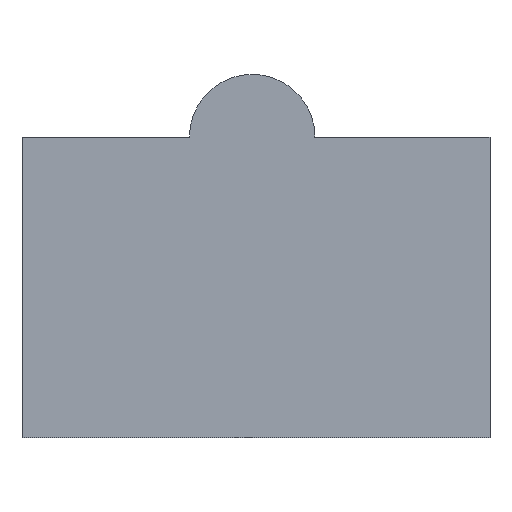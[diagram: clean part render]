
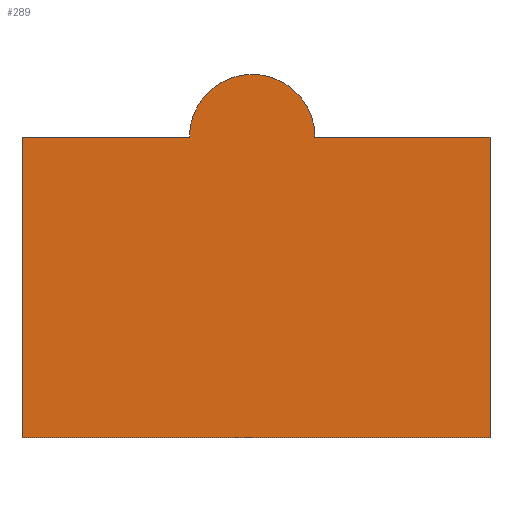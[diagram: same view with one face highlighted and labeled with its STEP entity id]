
A CAD part, front view. The second image highlights one B-rep face of the part: STEP entity #289.
In plain terms, the highlighted planar face has unit normal (0, -1, 0).
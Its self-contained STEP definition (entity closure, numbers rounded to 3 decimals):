
#1 = VECTOR ( 'NONE', #169, 1000. ) ;
#12 = AXIS2_PLACEMENT_3D ( 'NONE', #216, #217, #218 ) ;
#16 = AXIS2_PLACEMENT_3D ( 'NONE', #182, #183, #184 ) ;
#20 = FACE_OUTER_BOUND ( 'NONE', #112, .T. ) ;
#27 = VECTOR ( 'NONE', #135, 1000. ) ;
#29 = VECTOR ( 'NONE', #138, 1000. ) ;
#33 = VECTOR ( 'NONE', #147, 1000. ) ;
#34 = VECTOR ( 'NONE', #150, 1000. ) ;
#40 = EDGE_CURVE ( 'NONE', #117, #123, #133, .T. ) ;
#41 = EDGE_CURVE ( 'NONE', #115, #117, #136, .T. ) ;
#44 = EDGE_CURVE ( 'NONE', #114, #113, #145, .T. ) ;
#45 = EDGE_CURVE ( 'NONE', #113, #115, #148, .T. ) ;
#51 = EDGE_CURVE ( 'NONE', #123, #122, #167, .T. ) ;
#56 = EDGE_CURVE ( 'NONE', #122, #114, #286, .T. ) ;
#99 = ORIENTED_EDGE ( 'NONE', *, *, #44, .F. ) ;
#100 = ORIENTED_EDGE ( 'NONE', *, *, #40, .F. ) ;
#101 = ORIENTED_EDGE ( 'NONE', *, *, #41, .F. ) ;
#102 = ORIENTED_EDGE ( 'NONE', *, *, #45, .F. ) ;
#103 = ORIENTED_EDGE ( 'NONE', *, *, #56, .F. ) ;
#104 = ORIENTED_EDGE ( 'NONE', *, *, #51, .F. ) ;
#112 = EDGE_LOOP ( 'NONE', ( #100, #101, #102, #99, #103, #104 ) ) ;
#113 = VERTEX_POINT ( 'NONE', #195 ) ;
#114 = VERTEX_POINT ( 'NONE', #196 ) ;
#115 = VERTEX_POINT ( 'NONE', #197 ) ;
#117 = VERTEX_POINT ( 'NONE', #199 ) ;
#122 = VERTEX_POINT ( 'NONE', #204 ) ;
#123 = VERTEX_POINT ( 'NONE', #205 ) ;
#133 = LINE ( 'NONE', #134, #27 ) ;
#134 = CARTESIAN_POINT ( 'NONE',  ( -33.154, 0., -24.04 ) ) ;
#135 = DIRECTION ( 'NONE',  ( 0., 0., 1. ) ) ;
#136 = LINE ( 'NONE', #137, #29 ) ;
#137 = CARTESIAN_POINT ( 'NONE',  ( -33.154, 0., -24.04 ) ) ;
#138 = DIRECTION ( 'NONE',  ( -1., 0., 0. ) ) ;
#145 = LINE ( 'NONE', #146, #33 ) ;
#146 = CARTESIAN_POINT ( 'NONE',  ( 7.529, 0., 17.7 ) ) ;
#147 = DIRECTION ( 'NONE',  ( 1., 0., 0. ) ) ;
#148 = LINE ( 'NONE', #149, #34 ) ;
#149 = CARTESIAN_POINT ( 'NONE',  ( 31.833, 0., -24.04 ) ) ;
#150 = DIRECTION ( 'NONE',  ( 0., 0., -1. ) ) ;
#167 = LINE ( 'NONE', #168, #1 ) ;
#168 = CARTESIAN_POINT ( 'NONE',  ( -33.154, 0., 17.7 ) ) ;
#169 = DIRECTION ( 'NONE',  ( 1., 0., 0. ) ) ;
#182 = CARTESIAN_POINT ( 'NONE',  ( -1.189, 0., 17.7 ) ) ;
#183 = DIRECTION ( 'NONE',  ( 0., 1., 0. ) ) ;
#184 = DIRECTION ( 'NONE',  ( 0., 0., 1. ) ) ;
#195 = CARTESIAN_POINT ( 'NONE',  ( 31.833, 0., 17.7 ) ) ;
#196 = CARTESIAN_POINT ( 'NONE',  ( 7.529, 0., 17.7 ) ) ;
#197 = CARTESIAN_POINT ( 'NONE',  ( 31.833, 0., -24.04 ) ) ;
#199 = CARTESIAN_POINT ( 'NONE',  ( -33.154, 0., -24.04 ) ) ;
#204 = CARTESIAN_POINT ( 'NONE',  ( -9.906, 0., 17.7 ) ) ;
#205 = CARTESIAN_POINT ( 'NONE',  ( -33.154, 0., 17.7 ) ) ;
#215 = PLANE ( 'NONE',  #12 ) ;
#216 = CARTESIAN_POINT ( 'NONE',  ( -1.189, 0., 17.7 ) ) ;
#217 = DIRECTION ( 'NONE',  ( 0., 1., 0. ) ) ;
#218 = DIRECTION ( 'NONE',  ( 0., 0., 1. ) ) ;
#286 = CIRCLE ( 'NONE', #16, 8.718 ) ;
#289 = ADVANCED_FACE ( 'NONE', ( #20 ), #215, .F. ) ;
